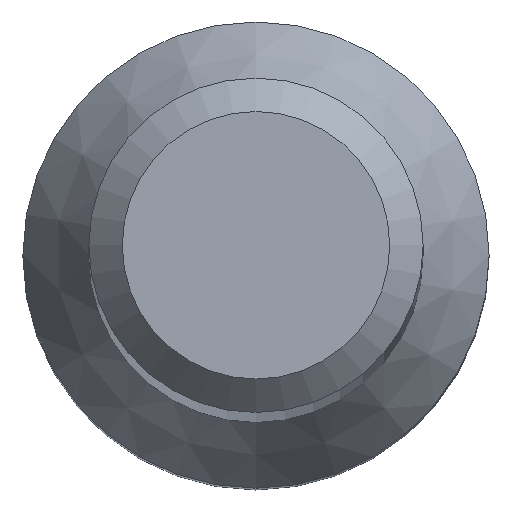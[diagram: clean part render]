
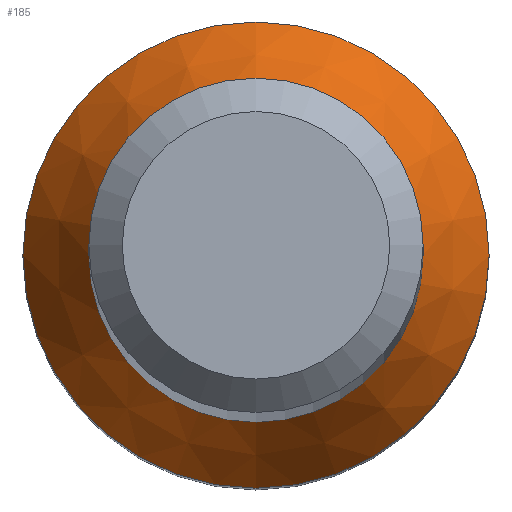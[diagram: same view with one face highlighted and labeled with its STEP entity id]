
A CAD part, top view. The second image highlights one B-rep face of the part: STEP entity #185.
In plain terms, the highlighted conical face has half-angle 30 degrees and reference radius 2.789 mm.
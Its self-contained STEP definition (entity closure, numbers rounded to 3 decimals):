
#3 = AXIS2_PLACEMENT_3D ( 'NONE', #233, #70, #170 ) ;
#22 = ORIENTED_EDGE ( 'NONE', *, *, #36, .F. ) ;
#30 = DIRECTION ( 'NONE',  ( 0., 1., 0. ) ) ;
#31 = CARTESIAN_POINT ( 'NONE',  ( 0., 0., 12.625 ) ) ;
#36 = EDGE_CURVE ( 'NONE', #212, #212, #149, .T. ) ;
#67 = DIRECTION ( 'NONE',  ( 0., 0., -1. ) ) ;
#70 = DIRECTION ( 'NONE',  ( 0., 0., -1. ) ) ;
#98 = EDGE_LOOP ( 'NONE', ( #116 ) ) ;
#104 = CARTESIAN_POINT ( 'NONE',  ( 0., 2., 13.992 ) ) ;
#109 = VERTEX_POINT ( 'NONE', #104 ) ;
#116 = ORIENTED_EDGE ( 'NONE', *, *, #138, .T. ) ;
#119 = CARTESIAN_POINT ( 'NONE',  ( 0., 0., 12.625 ) ) ;
#120 = CONICAL_SURFACE ( 'NONE', #190, 2.789, 0.524 ) ;
#128 = CARTESIAN_POINT ( 'NONE',  ( 0., 2.789, 12.625 ) ) ;
#132 = AXIS2_PLACEMENT_3D ( 'NONE', #119, #243, #193 ) ;
#135 = EDGE_LOOP ( 'NONE', ( #22 ) ) ;
#138 = EDGE_CURVE ( 'NONE', #109, #109, #182, .T. ) ;
#149 = CIRCLE ( 'NONE', #132, 2.789 ) ;
#170 = DIRECTION ( 'NONE',  ( 0., 1., 0. ) ) ;
#182 = CIRCLE ( 'NONE', #3, 2. ) ;
#185 = ADVANCED_FACE ( 'NONE', ( #209, #229 ), #120, .T. ) ;
#190 = AXIS2_PLACEMENT_3D ( 'NONE', #31, #67, #30 ) ;
#193 = DIRECTION ( 'NONE',  ( 0., 1., 0. ) ) ;
#209 = FACE_BOUND ( 'NONE', #98, .T. ) ;
#212 = VERTEX_POINT ( 'NONE', #128 ) ;
#229 = FACE_OUTER_BOUND ( 'NONE', #135, .T. ) ;
#233 = CARTESIAN_POINT ( 'NONE',  ( 0., 0., 13.992 ) ) ;
#243 = DIRECTION ( 'NONE',  ( 0., 0., -1. ) ) ;
